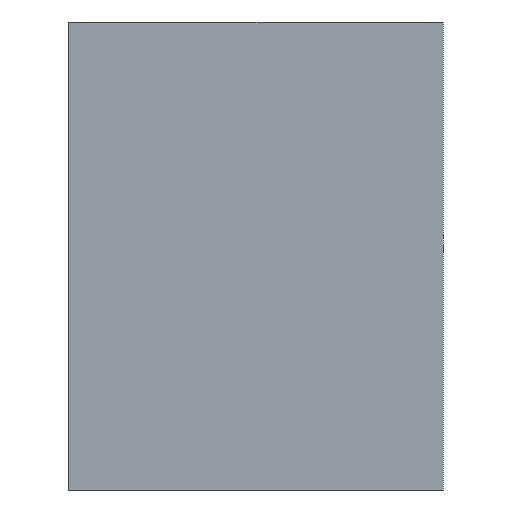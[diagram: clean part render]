
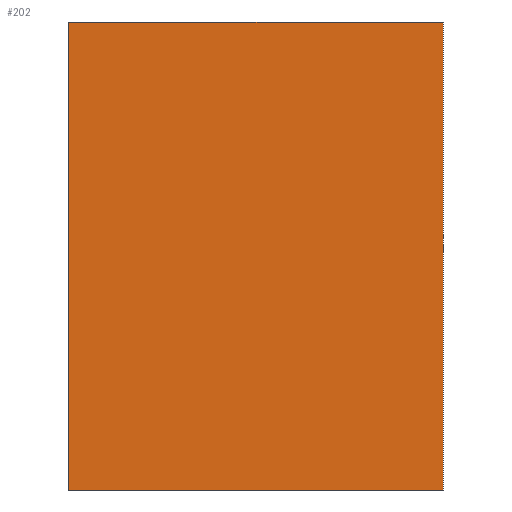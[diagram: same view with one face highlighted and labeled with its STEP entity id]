
A CAD part, left-side view. The second image highlights one B-rep face of the part: STEP entity #202.
In plain terms, the highlighted planar face has unit normal (-1, 0, 0).
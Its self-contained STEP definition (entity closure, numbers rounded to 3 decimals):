
#13 = ORIENTED_EDGE ( 'NONE', *, *, #45, .T. ) ;
#28 = PLANE ( 'NONE',  #311 ) ;
#32 = CARTESIAN_POINT ( 'NONE',  ( -40., 6., 3.75 ) ) ;
#45 = EDGE_CURVE ( 'NONE', #204, #353, #351, .T. ) ;
#49 = CARTESIAN_POINT ( 'NONE',  ( -40., 0., -3.75 ) ) ;
#57 = DIRECTION ( 'NONE',  ( 1., 0., 0. ) ) ;
#78 = DIRECTION ( 'NONE',  ( 0., 0., 1. ) ) ;
#79 = CARTESIAN_POINT ( 'NONE',  ( -40., 0., 3.75 ) ) ;
#84 = CARTESIAN_POINT ( 'NONE',  ( -40., 1., -3.75 ) ) ;
#86 = CARTESIAN_POINT ( 'NONE',  ( -40., 6., -3.75 ) ) ;
#91 = ORIENTED_EDGE ( 'NONE', *, *, #116, .F. ) ;
#93 = VERTEX_POINT ( 'NONE', #79 ) ;
#116 = EDGE_CURVE ( 'NONE', #203, #93, #369, .T. ) ;
#118 = VECTOR ( 'NONE', #78, 1000. ) ;
#140 = VECTOR ( 'NONE', #199, 1000. ) ;
#143 = CARTESIAN_POINT ( 'NONE',  ( -40., 1., 3.75 ) ) ;
#160 = EDGE_LOOP ( 'NONE', ( #358, #91, #310, #13 ) ) ;
#161 = EDGE_CURVE ( 'NONE', #204, #203, #334, .T. ) ;
#188 = VECTOR ( 'NONE', #209, 1000. ) ;
#199 = DIRECTION ( 'NONE',  ( 0., -1., 0. ) ) ;
#202 = ADVANCED_FACE ( 'NONE', ( #338 ), #28, .F. ) ;
#203 = VERTEX_POINT ( 'NONE', #32 ) ;
#204 = VERTEX_POINT ( 'NONE', #86 ) ;
#209 = DIRECTION ( 'NONE',  ( 0., -1., 0. ) ) ;
#226 = CARTESIAN_POINT ( 'NONE',  ( -40., 6., -3.75 ) ) ;
#232 = CARTESIAN_POINT ( 'NONE',  ( -40., 1., -3.75 ) ) ;
#256 = VECTOR ( 'NONE', #341, 1000. ) ;
#278 = CARTESIAN_POINT ( 'NONE',  ( -40., 0., -3.75 ) ) ;
#279 = DIRECTION ( 'NONE',  ( 0., 0., -1. ) ) ;
#302 = EDGE_CURVE ( 'NONE', #353, #93, #368, .T. ) ;
#310 = ORIENTED_EDGE ( 'NONE', *, *, #161, .F. ) ;
#311 = AXIS2_PLACEMENT_3D ( 'NONE', #84, #57, #279 ) ;
#334 = LINE ( 'NONE', #226, #256 ) ;
#338 = FACE_OUTER_BOUND ( 'NONE', #160, .T. ) ;
#341 = DIRECTION ( 'NONE',  ( 0., 0., 1. ) ) ;
#351 = LINE ( 'NONE', #232, #188 ) ;
#353 = VERTEX_POINT ( 'NONE', #49 ) ;
#358 = ORIENTED_EDGE ( 'NONE', *, *, #302, .T. ) ;
#368 = LINE ( 'NONE', #278, #118 ) ;
#369 = LINE ( 'NONE', #143, #140 ) ;
